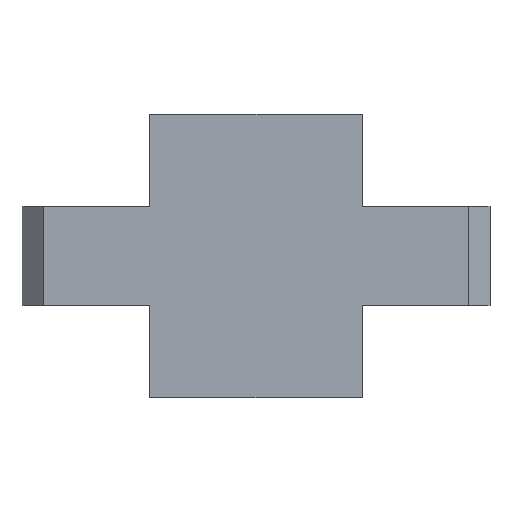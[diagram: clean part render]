
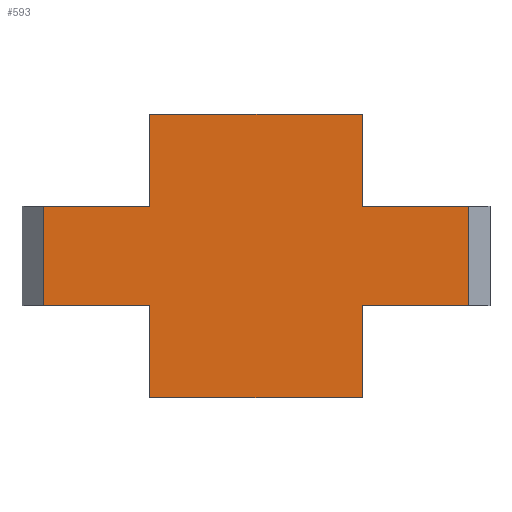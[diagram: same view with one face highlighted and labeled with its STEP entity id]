
A CAD part, top view. The second image highlights one B-rep face of the part: STEP entity #593.
In plain terms, the highlighted planar face has unit normal (0, 0, 1).
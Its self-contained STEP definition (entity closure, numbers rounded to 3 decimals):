
#21=FACE_OUTER_BOUND('',#53,.T.);
#53=EDGE_LOOP('',(#413,#414,#415,#416,#417,#418,#419,#420,#421,#422,#423,
#424));
#82=LINE('',#832,#166);
#94=LINE('',#859,#178);
#95=LINE('',#862,#179);
#101=LINE('',#872,#185);
#102=LINE('',#874,#186);
#103=LINE('',#876,#187);
#104=LINE('',#878,#188);
#105=LINE('',#879,#189);
#106=LINE('',#881,#190);
#107=LINE('',#883,#191);
#108=LINE('',#885,#192);
#109=LINE('',#886,#193);
#166=VECTOR('',#680,10.);
#178=VECTOR('',#698,10.);
#179=VECTOR('',#701,10.);
#185=VECTOR('',#711,10.);
#186=VECTOR('',#712,10.);
#187=VECTOR('',#713,10.);
#188=VECTOR('',#714,10.);
#189=VECTOR('',#715,10.);
#190=VECTOR('',#716,10.);
#191=VECTOR('',#717,10.);
#192=VECTOR('',#718,10.);
#193=VECTOR('',#719,10.);
#248=VERTEX_POINT('',#826);
#250=VERTEX_POINT('',#830);
#260=VERTEX_POINT('',#853);
#262=VERTEX_POINT('',#857);
#263=VERTEX_POINT('',#861);
#265=VERTEX_POINT('',#871);
#266=VERTEX_POINT('',#873);
#267=VERTEX_POINT('',#875);
#268=VERTEX_POINT('',#877);
#269=VERTEX_POINT('',#880);
#270=VERTEX_POINT('',#882);
#271=VERTEX_POINT('',#884);
#306=EDGE_CURVE('',#248,#250,#82,.T.);
#318=EDGE_CURVE('',#260,#262,#94,.T.);
#319=EDGE_CURVE('',#263,#248,#95,.T.);
#325=EDGE_CURVE('',#250,#265,#101,.T.);
#326=EDGE_CURVE('',#265,#266,#102,.T.);
#327=EDGE_CURVE('',#266,#267,#103,.T.);
#328=EDGE_CURVE('',#267,#268,#104,.T.);
#329=EDGE_CURVE('',#268,#260,#105,.T.);
#330=EDGE_CURVE('',#262,#269,#106,.T.);
#331=EDGE_CURVE('',#269,#270,#107,.T.);
#332=EDGE_CURVE('',#270,#271,#108,.T.);
#333=EDGE_CURVE('',#271,#263,#109,.T.);
#413=ORIENTED_EDGE('',*,*,#306,.T.);
#414=ORIENTED_EDGE('',*,*,#325,.T.);
#415=ORIENTED_EDGE('',*,*,#326,.T.);
#416=ORIENTED_EDGE('',*,*,#327,.T.);
#417=ORIENTED_EDGE('',*,*,#328,.T.);
#418=ORIENTED_EDGE('',*,*,#329,.T.);
#419=ORIENTED_EDGE('',*,*,#318,.T.);
#420=ORIENTED_EDGE('',*,*,#330,.T.);
#421=ORIENTED_EDGE('',*,*,#331,.T.);
#422=ORIENTED_EDGE('',*,*,#332,.T.);
#423=ORIENTED_EDGE('',*,*,#333,.T.);
#424=ORIENTED_EDGE('',*,*,#319,.T.);
#561=PLANE('',#647);
#593=ADVANCED_FACE('',(#21),#561,.T.);
#647=AXIS2_PLACEMENT_3D('',#870,#709,#710);
#680=DIRECTION('',(0.,-1.,0.));
#698=DIRECTION('',(0.,1.,0.));
#701=DIRECTION('',(-1.,0.,0.));
#709=DIRECTION('center_axis',(0.,0.,1.));
#710=DIRECTION('ref_axis',(1.,0.,0.));
#711=DIRECTION('',(1.,0.,0.));
#712=DIRECTION('',(0.,-1.,0.));
#713=DIRECTION('',(1.,0.,0.));
#714=DIRECTION('',(0.,1.,0.));
#715=DIRECTION('',(1.,0.,0.));
#716=DIRECTION('',(-1.,0.,0.));
#717=DIRECTION('',(0.,1.,0.));
#718=DIRECTION('',(-1.,0.,0.));
#719=DIRECTION('',(0.,-1.,0.));
#826=CARTESIAN_POINT('',(-150.,35.,42.5));
#830=CARTESIAN_POINT('',(-150.,-35.,42.5));
#832=CARTESIAN_POINT('',(-150.,0.,42.5));
#853=CARTESIAN_POINT('',(150.,-35.,42.5));
#857=CARTESIAN_POINT('',(150.,35.,42.5));
#859=CARTESIAN_POINT('',(150.,0.,42.5));
#861=CARTESIAN_POINT('',(-75.,35.,42.5));
#862=CARTESIAN_POINT('',(-75.,35.,42.5));
#870=CARTESIAN_POINT('Origin',(0.,0.,42.5));
#871=CARTESIAN_POINT('',(-75.,-35.,42.5));
#872=CARTESIAN_POINT('',(-165.,-35.,42.5));
#873=CARTESIAN_POINT('',(-75.,-100.,42.5));
#874=CARTESIAN_POINT('',(-75.,-35.,42.5));
#875=CARTESIAN_POINT('',(75.,-100.,42.5));
#876=CARTESIAN_POINT('',(-75.,-100.,42.5));
#877=CARTESIAN_POINT('',(75.,-35.,42.5));
#878=CARTESIAN_POINT('',(75.,-100.,42.5));
#879=CARTESIAN_POINT('',(75.,-35.,42.5));
#880=CARTESIAN_POINT('',(75.,35.,42.5));
#881=CARTESIAN_POINT('',(165.,35.,42.5));
#882=CARTESIAN_POINT('',(75.,100.,42.5));
#883=CARTESIAN_POINT('',(75.,35.,42.5));
#884=CARTESIAN_POINT('',(-75.,100.,42.5));
#885=CARTESIAN_POINT('',(75.,100.,42.5));
#886=CARTESIAN_POINT('',(-75.,100.,42.5));
